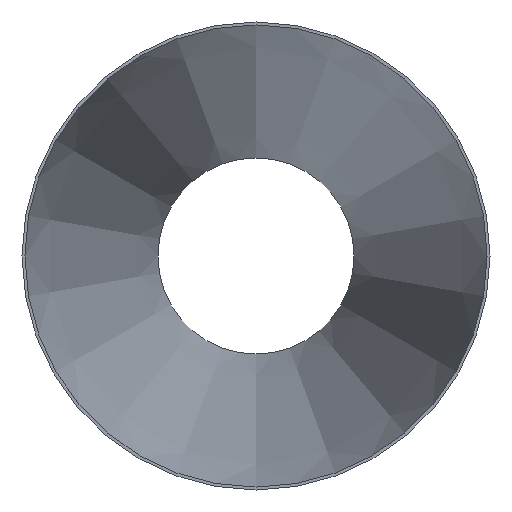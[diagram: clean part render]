
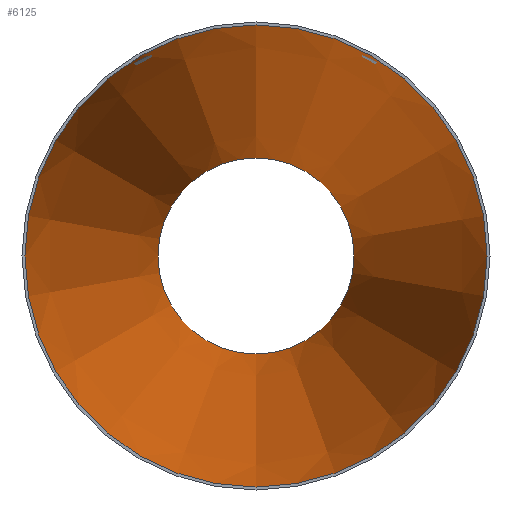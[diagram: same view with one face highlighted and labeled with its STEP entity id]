
A CAD part, front view. The second image highlights one B-rep face of the part: STEP entity #6125.
In plain terms, the highlighted conical face has half-angle 9.456 degrees and reference radius 159.923 mm.
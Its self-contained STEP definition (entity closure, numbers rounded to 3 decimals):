
#392 = ORIENTED_EDGE ( 'NONE', *, *, #18024, .F. ) ;
#1530 = CARTESIAN_POINT ( 'NONE',  ( 0., 0., 0. ) ) ;
#1991 = EDGE_LOOP ( 'NONE', ( #14529 ) ) ;
#3098 = DIRECTION ( 'NONE',  ( 0., -1., 0. ) ) ;
#5626 = CIRCLE ( 'NONE', #11591, 67.822 ) ;
#6125 = ADVANCED_FACE ( 'NONE', ( #32090, #17480 ), #6813, .F. ) ;
#6517 = EDGE_CURVE ( 'NONE', #26167, #26167, #18091, .T. ) ;
#6813 = CONICAL_SURFACE ( 'NONE', #15955, 159.922, 0.165 ) ;
#9503 = AXIS2_PLACEMENT_3D ( 'NONE', #20904, #3098, #28311 ) ;
#10232 = VERTEX_POINT ( 'NONE', #15907 ) ;
#11591 = AXIS2_PLACEMENT_3D ( 'NONE', #28089, #21284, #13596 ) ;
#13596 = DIRECTION ( 'NONE',  ( 0., 0., -1. ) ) ;
#14529 = ORIENTED_EDGE ( 'NONE', *, *, #6517, .T. ) ;
#14935 = EDGE_LOOP ( 'NONE', ( #392 ) ) ;
#15907 = CARTESIAN_POINT ( 'NONE',  ( 0., 553., -67.822 ) ) ;
#15955 = AXIS2_PLACEMENT_3D ( 'NONE', #1530, #30234, #30071 ) ;
#17480 = FACE_OUTER_BOUND ( 'NONE', #1991, .T. ) ;
#18024 = EDGE_CURVE ( 'NONE', #10232, #10232, #5626, .T. ) ;
#18091 = CIRCLE ( 'NONE', #9503, 159.922 ) ;
#20904 = CARTESIAN_POINT ( 'NONE',  ( 0., 0., 0. ) ) ;
#21284 = DIRECTION ( 'NONE',  ( 0., -1., 0. ) ) ;
#26167 = VERTEX_POINT ( 'NONE', #31338 ) ;
#28089 = CARTESIAN_POINT ( 'NONE',  ( 0., 553., 0. ) ) ;
#28311 = DIRECTION ( 'NONE',  ( 0., 0., -1. ) ) ;
#30071 = DIRECTION ( 'NONE',  ( 0., 0., -1. ) ) ;
#30234 = DIRECTION ( 'NONE',  ( 0., -1., 0. ) ) ;
#31338 = CARTESIAN_POINT ( 'NONE',  ( 0., 0., -159.922 ) ) ;
#32090 = FACE_BOUND ( 'NONE', #14935, .T. ) ;
